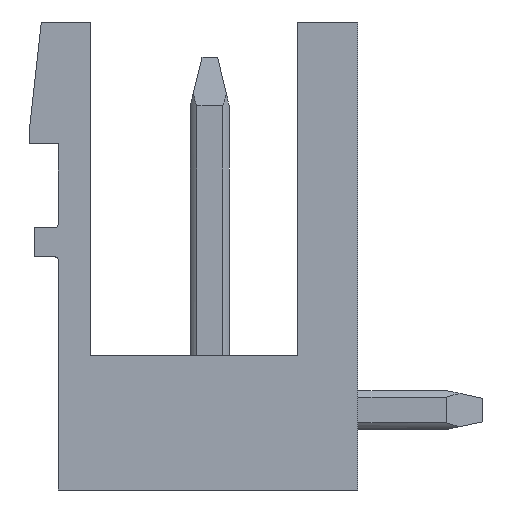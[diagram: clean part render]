
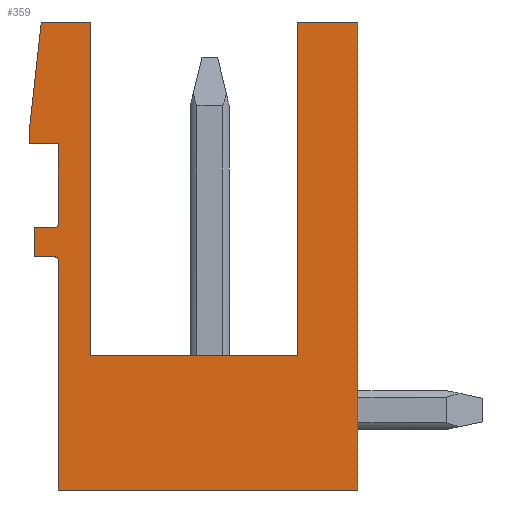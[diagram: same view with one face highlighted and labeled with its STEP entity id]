
A CAD part, left-side view. The second image highlights one B-rep face of the part: STEP entity #359.
In plain terms, the highlighted planar face has unit normal (-1, 0, 0).
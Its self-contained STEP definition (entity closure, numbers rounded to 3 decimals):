
#359 = ADVANCED_FACE( '', ( #796 ), #797, .F. );
#796 = FACE_OUTER_BOUND( '', #1300, .T. );
#797 = PLANE( '', #1301 );
#1300 = EDGE_LOOP( '', ( #2425, #2426, #2427, #2428, #2429, #2430, #2431, #2432, #2433, #2434, #2435, #2436, #2437, #2438, #2439, #2440, #2441 ) );
#1301 = AXIS2_PLACEMENT_3D( '', #2442, #2443, #2444 );
#2425 = ORIENTED_EDGE( '', *, *, #3248, .T. );
#2426 = ORIENTED_EDGE( '', *, *, #3455, .F. );
#2427 = ORIENTED_EDGE( '', *, *, #3620, .F. );
#2428 = ORIENTED_EDGE( '', *, *, #3523, .T. );
#2429 = ORIENTED_EDGE( '', *, *, #3264, .T. );
#2430 = ORIENTED_EDGE( '', *, *, #3621, .T. );
#2431 = ORIENTED_EDGE( '', *, *, #3593, .F. );
#2432 = ORIENTED_EDGE( '', *, *, #3512, .T. );
#2433 = ORIENTED_EDGE( '', *, *, #3478, .T. );
#2434 = ORIENTED_EDGE( '', *, *, #3410, .T. );
#2435 = ORIENTED_EDGE( '', *, *, #3538, .T. );
#2436 = ORIENTED_EDGE( '', *, *, #3388, .F. );
#2437 = ORIENTED_EDGE( '', *, *, #3381, .T. );
#2438 = ORIENTED_EDGE( '', *, *, #3385, .T. );
#2439 = ORIENTED_EDGE( '', *, *, #3622, .T. );
#2440 = ORIENTED_EDGE( '', *, *, #3202, .F. );
#2441 = ORIENTED_EDGE( '', *, *, #3497, .T. );
#2442 = CARTESIAN_POINT( '', ( -20.22, 0., 0. ) );
#2443 = DIRECTION( '', ( 1., 0., 0. ) );
#2444 = DIRECTION( '', ( 0., 0., -1. ) );
#3202 = EDGE_CURVE( '', #3891, #3894, #3895, .F. );
#3248 = EDGE_CURVE( '', #3977, #3978, #3979, .T. );
#3264 = EDGE_CURVE( '', #4005, #4006, #4007, .T. );
#3381 = EDGE_CURVE( '', #4203, #4204, #4205, .T. );
#3385 = EDGE_CURVE( '', #4204, #4209, #4210, .T. );
#3388 = EDGE_CURVE( '', #4203, #4213, #4214, .F. );
#3410 = EDGE_CURVE( '', #4247, #4248, #4249, .T. );
#3455 = EDGE_CURVE( '', #4316, #3978, #4317, .T. );
#3478 = EDGE_CURVE( '', #4353, #4247, #4354, .T. );
#3497 = EDGE_CURVE( '', #3891, #3977, #4382, .T. );
#3512 = EDGE_CURVE( '', #4401, #4353, #4402, .T. );
#3523 = EDGE_CURVE( '', #4418, #4005, #4419, .T. );
#3538 = EDGE_CURVE( '', #4248, #4213, #4441, .T. );
#3593 = EDGE_CURVE( '', #4401, #4518, #4519, .T. );
#3620 = EDGE_CURVE( '', #4418, #4316, #4553, .T. );
#3621 = EDGE_CURVE( '', #4006, #4518, #4554, .T. );
#3622 = EDGE_CURVE( '', #4209, #3894, #4555, .T. );
#3891 = VERTEX_POINT( '', #4881 );
#3894 = VERTEX_POINT( '', #4885 );
#3895 = CIRCLE( '', #4886, 0.1 );
#3977 = VERTEX_POINT( '', #4999 );
#3978 = VERTEX_POINT( '', #5000 );
#3979 = LINE( '', #5001, #5002 );
#4005 = VERTEX_POINT( '', #5038 );
#4006 = VERTEX_POINT( '', #5039 );
#4007 = LINE( '', #5040, #5041 );
#4203 = VERTEX_POINT( '', #5302 );
#4204 = VERTEX_POINT( '', #5303 );
#4205 = LINE( '', #5304, #5305 );
#4209 = VERTEX_POINT( '', #5311 );
#4210 = LINE( '', #5312, #5313 );
#4213 = VERTEX_POINT( '', #5317 );
#4214 = CIRCLE( '', #5318, 0.1 );
#4247 = VERTEX_POINT( '', #5362 );
#4248 = VERTEX_POINT( '', #5363 );
#4249 = LINE( '', #5364, #5365 );
#4316 = VERTEX_POINT( '', #5459 );
#4317 = LINE( '', #5460, #5461 );
#4353 = VERTEX_POINT( '', #5510 );
#4354 = LINE( '', #5511, #5512 );
#4382 = LINE( '', #5553, #5554 );
#4401 = VERTEX_POINT( '', #5581 );
#4402 = LINE( '', #5582, #5583 );
#4418 = VERTEX_POINT( '', #5605 );
#4419 = LINE( '', #5606, #5607 );
#4441 = LINE( '', #5637, #5638 );
#4518 = VERTEX_POINT( '', #5753 );
#4519 = LINE( '', #5754, #5755 );
#4553 = LINE( '', #5812, #5813 );
#4554 = LINE( '', #5814, #5815 );
#4555 = LINE( '', #5816, #5817 );
#4881 = CARTESIAN_POINT( '', ( -20.22, 7.68, -6.12 ) );
#4885 = CARTESIAN_POINT( '', ( -20.22, 7.78, -6.02 ) );
#4886 = AXIS2_PLACEMENT_3D( '', #6132, #6133, #6134 );
#4999 = CARTESIAN_POINT( '', ( -20.22, 7.68, -12. ) );
#5000 = CARTESIAN_POINT( '', ( -20.22, 0., -12. ) );
#5001 = CARTESIAN_POINT( '', ( -20.22, 0., -12. ) );
#5002 = VECTOR( '', #6190, 1000. );
#5038 = CARTESIAN_POINT( '', ( -20.22, 1.54, -8.55 ) );
#5039 = CARTESIAN_POINT( '', ( -20.22, 6.86, -8.55 ) );
#5040 = CARTESIAN_POINT( '', ( -20.22, 6.86, -8.55 ) );
#5041 = VECTOR( '', #6207, 1000. );
#5302 = CARTESIAN_POINT( '', ( -20.22, 7.78, -5.27 ) );
#5303 = CARTESIAN_POINT( '', ( -20.22, 8.3, -5.27 ) );
#5304 = CARTESIAN_POINT( '', ( -20.22, 8.3, -5.27 ) );
#5305 = VECTOR( '', #6375, 1000. );
#5311 = CARTESIAN_POINT( '', ( -20.22, 8.3, -6.02 ) );
#5312 = CARTESIAN_POINT( '', ( -20.22, 8.3, -6.02 ) );
#5313 = VECTOR( '', #6378, 1000. );
#5317 = CARTESIAN_POINT( '', ( -20.22, 7.68, -5.17 ) );
#5318 = AXIS2_PLACEMENT_3D( '', #6380, #6381, #6382 );
#5362 = CARTESIAN_POINT( '', ( -20.22, 8.43, -3.12 ) );
#5363 = CARTESIAN_POINT( '', ( -20.22, 7.68, -3.12 ) );
#5364 = CARTESIAN_POINT( '', ( -20.22, 7.68, -3.12 ) );
#5365 = VECTOR( '', #6409, 1000. );
#5459 = CARTESIAN_POINT( '', ( -20.22, 0., 0. ) );
#5460 = CARTESIAN_POINT( '', ( -20.22, 0., 0. ) );
#5461 = VECTOR( '', #6461, 1000. );
#5510 = CARTESIAN_POINT( '', ( -20.22, 8.43, -2.8 ) );
#5511 = CARTESIAN_POINT( '', ( -20.22, 8.43, -3.12 ) );
#5512 = VECTOR( '', #6499, 1000. );
#5553 = CARTESIAN_POINT( '', ( -20.22, 7.68, -12. ) );
#5554 = VECTOR( '', #6516, 1000. );
#5581 = CARTESIAN_POINT( '', ( -20.22, 8.12, 0. ) );
#5582 = CARTESIAN_POINT( '', ( -20.22, 8.43, -2.8 ) );
#5583 = VECTOR( '', #6528, 1000. );
#5605 = CARTESIAN_POINT( '', ( -20.22, 1.54, 0. ) );
#5606 = CARTESIAN_POINT( '', ( -20.22, 1.54, -8.55 ) );
#5607 = VECTOR( '', #6538, 1000. );
#5637 = CARTESIAN_POINT( '', ( -20.22, 7.68, -5.17 ) );
#5638 = VECTOR( '', #6553, 1000. );
#5753 = CARTESIAN_POINT( '', ( -20.22, 6.86, 0. ) );
#5754 = CARTESIAN_POINT( '', ( -20.22, 9., 0. ) );
#5755 = VECTOR( '', #6604, 1000. );
#5812 = CARTESIAN_POINT( '', ( -20.22, 9., 0. ) );
#5813 = VECTOR( '', #6628, 1000. );
#5814 = CARTESIAN_POINT( '', ( -20.22, 6.86, 0. ) );
#5815 = VECTOR( '', #6629, 1000. );
#5816 = CARTESIAN_POINT( '', ( -20.22, 7.78, -6.02 ) );
#5817 = VECTOR( '', #6630, 1000. );
#6132 = CARTESIAN_POINT( '', ( -20.22, 7.78, -6.12 ) );
#6133 = DIRECTION( '', ( 1., 0., 0. ) );
#6134 = DIRECTION( '', ( 0., 0., -1. ) );
#6190 = DIRECTION( '', ( 0., -1., 0. ) );
#6207 = DIRECTION( '', ( 0., 1., 0. ) );
#6375 = DIRECTION( '', ( 0., 1., 0. ) );
#6378 = DIRECTION( '', ( 0., 0., -1. ) );
#6380 = CARTESIAN_POINT( '', ( -20.22, 7.78, -5.17 ) );
#6381 = DIRECTION( '', ( 1., 0., 0. ) );
#6382 = DIRECTION( '', ( 0., 0., -1. ) );
#6409 = DIRECTION( '', ( 0., -1., 0. ) );
#6461 = DIRECTION( '', ( 0., 0., -1. ) );
#6499 = DIRECTION( '', ( 0., 0., -1. ) );
#6516 = DIRECTION( '', ( 0., 0., -1. ) );
#6528 = DIRECTION( '', ( 0., 0.11, -0.994 ) );
#6538 = DIRECTION( '', ( 0., 0., -1. ) );
#6553 = DIRECTION( '', ( 0., 0., -1. ) );
#6604 = DIRECTION( '', ( 0., -1., 0. ) );
#6628 = DIRECTION( '', ( 0., -1., 0. ) );
#6629 = DIRECTION( '', ( 0., 0., 1. ) );
#6630 = DIRECTION( '', ( 0., -1., 0. ) );
